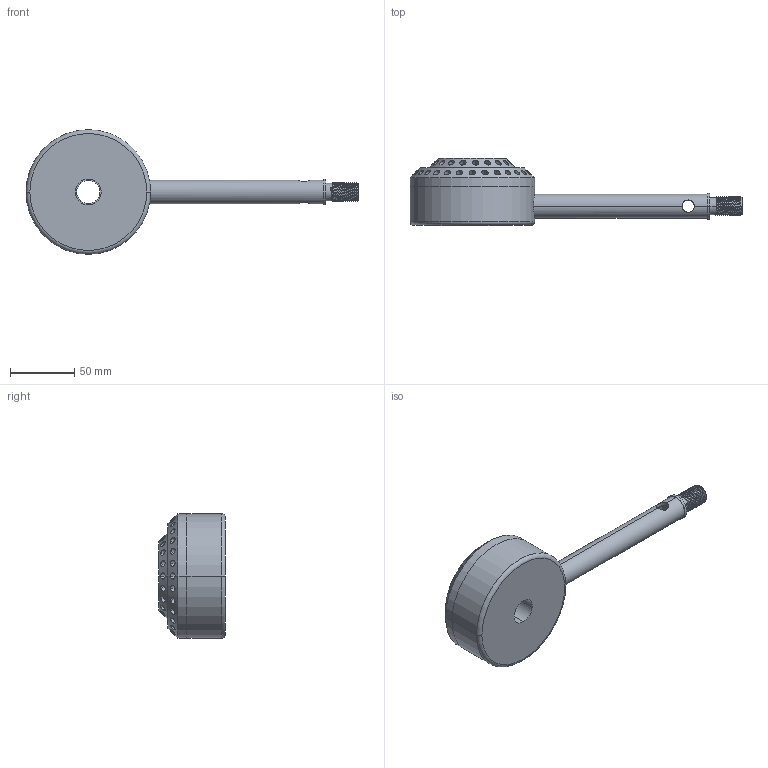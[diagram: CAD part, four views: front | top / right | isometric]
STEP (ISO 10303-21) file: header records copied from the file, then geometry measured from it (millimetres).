
FILE_DESCRIPTION (( 'STEP AP214' ), '1' );
FILE_NAME ('Assem5.STEP', '2025-04-01T08:51:22', ( '' ), ( '' ), 'SwSTEP 2.0', 'SolidWorks 2024', '' );
FILE_SCHEMA (( 'AUTOMOTIVE_DESIGN' ));
Length unit declared in the file: metre
Products named in the file (4): cape_5; manifold5; injector; Assem5
Assembly tree (3 placements, depth 2):
  Assem5
    manifold5
    cape_5
    injector
Bounding box: 258.42 x 52.08 x 97 mm (x, y, z)
Volume: 167452.4 mm3; surface area: 75005.9 mm2
Topology: 3 solids, 3 shells, 208 faces, 657 edges, 424 vertices
Faces by surface type: cylinder 168, plane 19, cone 16, bspline 3, torus 2
Entity records: 15441 total; most frequent: CARTESIAN_POINT 10028, ORIENTED_EDGE 1314, DIRECTION 831, EDGE_CURVE 657, VERTEX_POINT 424, AXIS2_PLACEMENT_3D 315, EDGE_LOOP 299, B_SPLINE_CURVE_WITH_KNOTS 242
